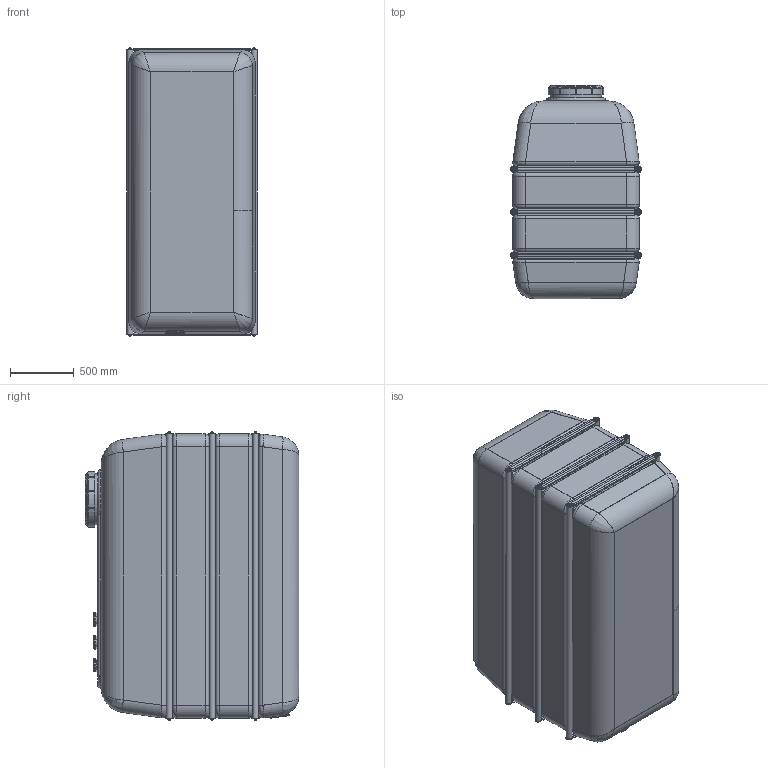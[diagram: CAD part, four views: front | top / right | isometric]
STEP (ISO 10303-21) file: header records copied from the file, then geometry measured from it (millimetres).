
FILE_DESCRIPTION(/* description */ (''),/* implementation_level */ '2;1');
FILE_NAME(/* name */ 'PE-DF 3000.stp',/* time_stamp */ '2014-08-07T07:36:50+02:00',/* author */ ('yh'),/* organization */ (''),/* preprocessor_version */ 'ST-DEVELOPER v15.2',/* originating_system */ 'Autodesk Inventor 2014',/* authorisation */ '');
FILE_SCHEMA (('AUTOMOTIVE_DESIGN { 1 0 10303 214 3 1 1 }'));
Length unit declared in the file: millimetre
Products named in the file (20): PE-DF3000; Deckel oben+unten_3000DF; Boden 3000-er DF; PE-Flansch; Kragen für DN400; Lockragen DN40; DN400; Kopfplatte für Längsbandage; DIN 934 - M12 x 1,75; DIN 933 - M12  x 35; DIN 125 - A 13; Schraubverbindung.0001; Längsbandage PE_DF_3000; Schraubverbindung.00011; Schraubverbindung.00012; Schraubverbindung.000111; Kopfbandage PE_DF_3000; Bandage PE3000; Überwurfmutter; PE-DF 3000
Bounding box: 1025 x 1675 x 2268.15 mm (x, y, z)
Volume: 65578708.9 mm3; surface area: 35336653.1 mm2
Topology: 71 solids, 71 shells, 1336 faces, 3006 edges, 1853 vertices
Faces by surface type: plane 639, cylinder 400, cone 144, torus 121, bspline 32
Full cylindrical faces by diameter (mm): 7 x8, 8 x8, 10 x12, 10.106 x12, 11.053 x12, 12 x12, 13 x12, 17.2 x12, 24 x12, 39.101 x12, 44 x6, 46 x6, 48 x1, 69.854 x1, 82.307 x1, 85 x3, 100 x1, 102.186 x1, 105 x3, 154.067 x1, 362.022 x1, 366.022 x1, 380 x1, 395.51 x1, 400 x1, 430 x1
Entity records: 21453 total; most frequent: CARTESIAN_POINT 6296, DIRECTION 3280, ORIENTED_EDGE 2892, EDGE_CURVE 1414, AXIS2_PLACEMENT_3D 1268, VERTEX_POINT 884, EDGE_LOOP 750, LINE 744
